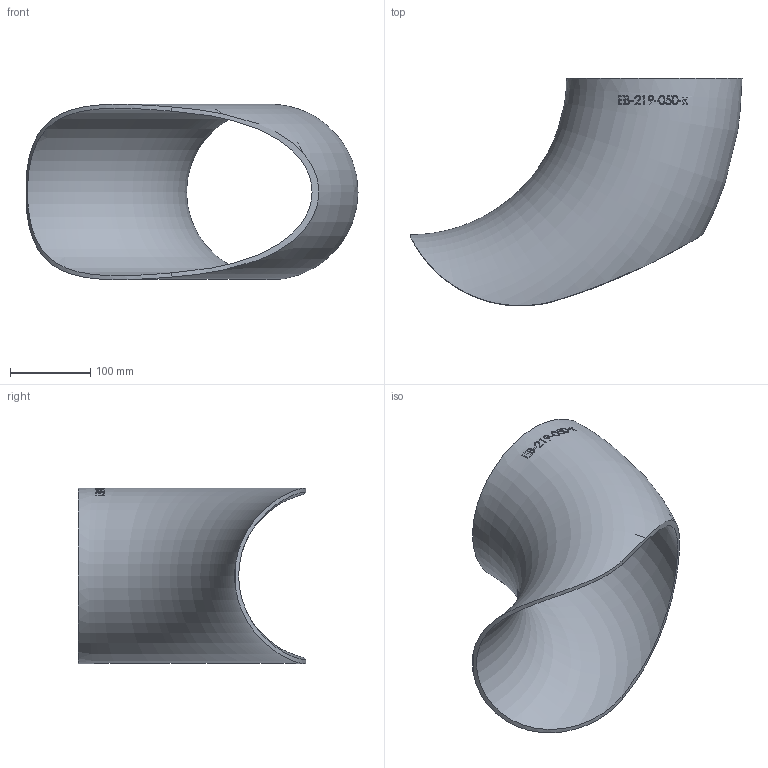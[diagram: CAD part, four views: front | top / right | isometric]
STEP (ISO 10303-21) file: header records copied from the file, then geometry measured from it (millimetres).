
FILE_DESCRIPTION (( 'STEP AP214' ), '1' );
FILE_NAME ('EB-219-050-x Einschweissbogen 2210.STEP', '2022-10-11T10:37:47', ( '' ), ( '' ), 'SwSTEP 2.0', 'SolidWorks 2019', '' );
FILE_SCHEMA (( 'AUTOMOTIVE_DESIGN' ));
Length unit declared in the file: millimetre
Products named in the file (1): EB-219-050-x Einschweissbogen 2210
Bounding box: 414.55 x 284.3 x 219.1 mm (x, y, z)
Volume: 1011490.9 mm3; surface area: 413655.9 mm2
Topology: 1 solids, 1 shells, 139 faces, 367 edges, 246 vertices
Faces by surface type: bspline 117, torus 19, plane 2, cylinder 1
Entity records: 22894 total; most frequent: CARTESIAN_POINT 19072, ORIENTED_EDGE 726, EDGE_CURVE 363, B_SPLINE_CURVE_WITH_KNOTS 357, VERTEX_POINT 244, EDGE_LOOP 159, FACE_OUTER_BOUND 141, ADVANCED_FACE 139
